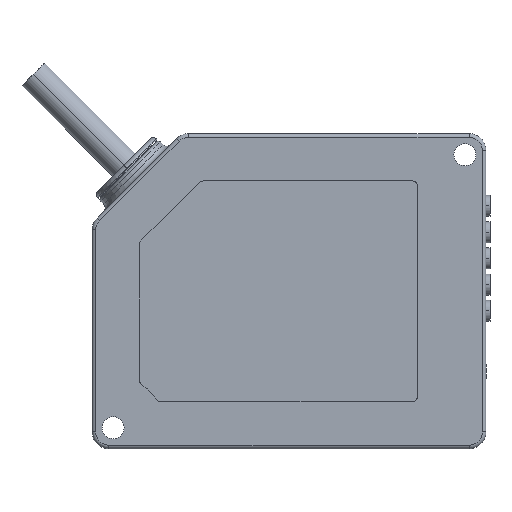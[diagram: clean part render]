
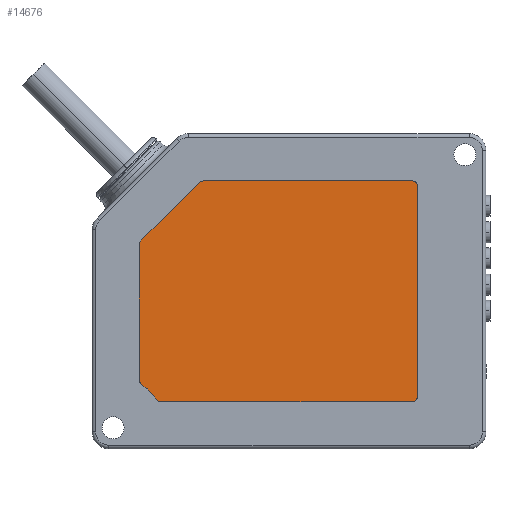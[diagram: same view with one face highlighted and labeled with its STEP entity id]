
A CAD part, front view. The second image highlights one B-rep face of the part: STEP entity #14676.
In plain terms, the highlighted planar face has unit normal (0, -1, 0).
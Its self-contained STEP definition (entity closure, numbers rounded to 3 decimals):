
#6509=CARTESIAN_POINT('',(21.142,0.25,-10.));
#6510=DIRECTION('',(0.,-1.,0.));
#6511=DIRECTION('',(0.,0.,1.));
#6512=AXIS2_PLACEMENT_3D('',#6509,#6510,#6511);
#6527=CARTESIAN_POINT('',(61.,0.25,-10.));
#6528=DIRECTION('',(0.,-1.,0.));
#6529=DIRECTION('',(1.,0.,0.));
#6530=AXIS2_PLACEMENT_3D('',#6527,#6528,#6529);
#6545=CARTESIAN_POINT('',(61.,0.25,-50.));
#6546=DIRECTION('',(0.,-1.,0.));
#6547=DIRECTION('',(0.,0.,-1.));
#6548=AXIS2_PLACEMENT_3D('',#6545,#6546,#6547);
#6563=CARTESIAN_POINT('',(13.017,0.25,-50.));
#6564=DIRECTION('',(0.,-1.,0.));
#6565=DIRECTION('',(-0.842,0.,-0.54));
#6566=AXIS2_PLACEMENT_3D('',#6563,#6564,#6565);
#6581=CARTESIAN_POINT('',(10.,0.25,-46.983));
#6582=DIRECTION('',(0.,-1.,0.));
#6583=DIRECTION('',(-1.,0.,0.));
#6584=AXIS2_PLACEMENT_3D('',#6581,#6582,#6583);
#6599=CARTESIAN_POINT('',(10.,0.25,-21.142));
#6600=DIRECTION('',(0.,-1.,0.));
#6601=DIRECTION('',(-0.707,0.,0.707));
#6602=AXIS2_PLACEMENT_3D('',#6599,#6600,#6601);
#6604=DIRECTION('',(-1.,0.,0.));
#6605=VECTOR('',#6604,39.858);
#6606=CARTESIAN_POINT('',(61.,0.25,-9.));
#6607=LINE('',#6606,#6605);
#6608=DIRECTION('',(0.,0.,1.));
#6609=VECTOR('',#6608,40.);
#6610=CARTESIAN_POINT('',(62.,0.25,-50.));
#6611=LINE('',#6610,#6609);
#6612=DIRECTION('',(1.,0.,0.));
#6613=VECTOR('',#6612,47.983);
#6614=CARTESIAN_POINT('',(13.017,0.25,-51.));
#6615=LINE('',#6614,#6613);
#6616=CARTESIAN_POINT('',(4.6,0.25,-55.4));
#6617=DIRECTION('',(0.,1.,0.));
#6618=DIRECTION('',(0.54,0.,0.842));
#6619=AXIS2_PLACEMENT_3D('',#6616,#6617,#6618);
#6621=DIRECTION('',(0.,0.,-1.));
#6622=VECTOR('',#6621,25.841);
#6623=CARTESIAN_POINT('',(9.,0.25,-21.142));
#6624=LINE('',#6623,#6622);
#6625=DIRECTION('',(-0.707,0.,-0.707));
#6626=VECTOR('',#6625,15.757);
#6627=CARTESIAN_POINT('',(20.435,0.25,-9.293));
#6628=LINE('',#6627,#6626);
#6774=CARTESIAN_POINT('',(20.435,0.25,-9.293));
#6776=VERTEX_POINT('',#6774);
#6778=CARTESIAN_POINT('',(21.142,0.25,-9.));
#6780=VERTEX_POINT('',#6778);
#6782=CARTESIAN_POINT('',(9.,0.25,-21.142));
#6784=VERTEX_POINT('',#6782);
#6786=CARTESIAN_POINT('',(9.293,0.25,-20.435));
#6788=VERTEX_POINT('',#6786);
#6790=CARTESIAN_POINT('',(9.46,0.25,-47.825));
#6792=VERTEX_POINT('',#6790);
#6794=CARTESIAN_POINT('',(9.,0.25,-46.983));
#6796=VERTEX_POINT('',#6794);
#6798=CARTESIAN_POINT('',(13.017,0.25,-51.));
#6800=VERTEX_POINT('',#6798);
#6802=CARTESIAN_POINT('',(12.175,0.25,-50.54));
#6804=VERTEX_POINT('',#6802);
#6806=CARTESIAN_POINT('',(62.,0.25,-50.));
#6808=VERTEX_POINT('',#6806);
#6810=CARTESIAN_POINT('',(61.,0.25,-51.));
#6812=VERTEX_POINT('',#6810);
#6813=CARTESIAN_POINT('',(62.,0.25,-10.));
#6814=VERTEX_POINT('',#6813);
#6815=CARTESIAN_POINT('',(61.,0.25,-9.));
#6816=VERTEX_POINT('',#6815);
#14657=CARTESIAN_POINT('',(0.,0.25,0.));
#14658=DIRECTION('',(0.,-1.,0.));
#14659=DIRECTION('',(-1.,0.,0.));
#14660=AXIS2_PLACEMENT_3D('',#14657,#14658,#14659);
#14661=PLANE('',#14660);
#14662=ORIENTED_EDGE('',*,*,#14513,.F.);
#14663=ORIENTED_EDGE('',*,*,#14527,.F.);
#14664=ORIENTED_EDGE('',*,*,#14541,.F.);
#14665=ORIENTED_EDGE('',*,*,#14553,.F.);
#14666=ORIENTED_EDGE('',*,*,#14569,.F.);
#14667=ORIENTED_EDGE('',*,*,#14581,.F.);
#14668=ORIENTED_EDGE('',*,*,#14597,.F.);
#14669=ORIENTED_EDGE('',*,*,#14609,.F.);
#14670=ORIENTED_EDGE('',*,*,#14625,.F.);
#14671=ORIENTED_EDGE('',*,*,#14637,.F.);
#14672=ORIENTED_EDGE('',*,*,#14652,.F.);
#14673=ORIENTED_EDGE('',*,*,#14496,.F.);
#14674=EDGE_LOOP('',(#14662,#14663,#14664,#14665,#14666,#14667,#14668,#14669,
#14670,#14671,#14672,#14673));
#14675=FACE_OUTER_BOUND('',#14674,.F.);
#14676=ADVANCED_FACE('',(#14675),#14661,.T.);
#6513=CIRCLE('',#6512,1.);
#6531=CIRCLE('',#6530,1.);
#6549=CIRCLE('',#6548,1.);
#6567=CIRCLE('',#6566,1.);
#6585=CIRCLE('',#6584,1.);
#6603=CIRCLE('',#6602,1.);
#6620=CIRCLE('',#6619,9.);
#14496=EDGE_CURVE('',#6776,#6788,#6628,.T.);
#14513=EDGE_CURVE('',#6780,#6776,#6513,.T.);
#14527=EDGE_CURVE('',#6816,#6780,#6607,.T.);
#14541=EDGE_CURVE('',#6814,#6816,#6531,.T.);
#14553=EDGE_CURVE('',#6808,#6814,#6611,.T.);
#14569=EDGE_CURVE('',#6812,#6808,#6549,.T.);
#14581=EDGE_CURVE('',#6800,#6812,#6615,.T.);
#14597=EDGE_CURVE('',#6804,#6800,#6567,.T.);
#14609=EDGE_CURVE('',#6792,#6804,#6620,.T.);
#14625=EDGE_CURVE('',#6796,#6792,#6585,.T.);
#14637=EDGE_CURVE('',#6784,#6796,#6624,.T.);
#14652=EDGE_CURVE('',#6788,#6784,#6603,.T.);
